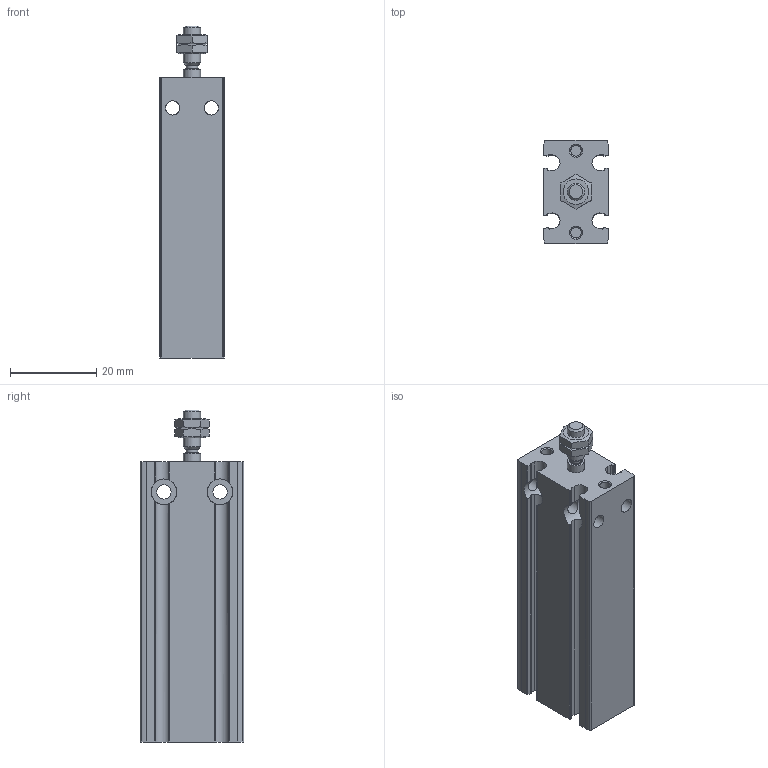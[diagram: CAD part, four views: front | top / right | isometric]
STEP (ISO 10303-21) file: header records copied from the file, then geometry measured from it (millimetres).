
FILE_DESCRIPTION(/* description */ ('STEP AP214'),/* implementation_level */ '2;1');
FILE_NAME(/* name */ '4831874_DPDM-10-30-PA',/* time_stamp */ '2024-08-20T12:06:24+02:00',/* author */ ('License CC BY-ND 4.0'),/* organization */ ('CADENAS'),/* preprocessor_version */ 'ST-DEVELOPER v19.3',/* originating_system */ 'PARTsolutions',/* authorisation */ ' ');
FILE_SCHEMA (('AUTOMOTIVE_DESIGN {1 0 10303 214 3 1 1}'));
Length unit declared in the file: millimetre
Products named in the file (4): 4831874 DPDM-10-30-PA---(0); 4693549 DPDM-30---(h); 4693549 DPDM-30---(r); ISO 4035 M4(F)
Assembly tree (4 placements, depth 2):
  4831874 DPDM-10-30-PA---(0)
    4693549 DPDM-30---(h)
    4693549 DPDM-30---(r)
    ISO 4035 M4(F)  x2
Bounding box: 15 x 24 x 77 mm (x, y, z)
Volume: 17659.2 mm3; surface area: 10895.3 mm2
Topology: 4 solids, 4 shells, 185 faces, 484 edges, 318 vertices
Faces by surface type: cylinder 91, plane 75, cone 17, torus 2
Full cylindrical faces by diameter (mm): 2.459 x4, 2.667 x1, 3.242 x2, 3.3 x8, 4 x3, 4.134 x2, 6 x4, 10 x2, 11 x1
Entity records: 5403 total; most frequent: CARTESIAN_POINT 1211, DIRECTION 848, ORIENTED_EDGE 808, EDGE_CURVE 404, AXIS2_PLACEMENT_3D 343, VERTEX_POINT 290, EDGE_LOOP 242, FACE_BOUND 242
